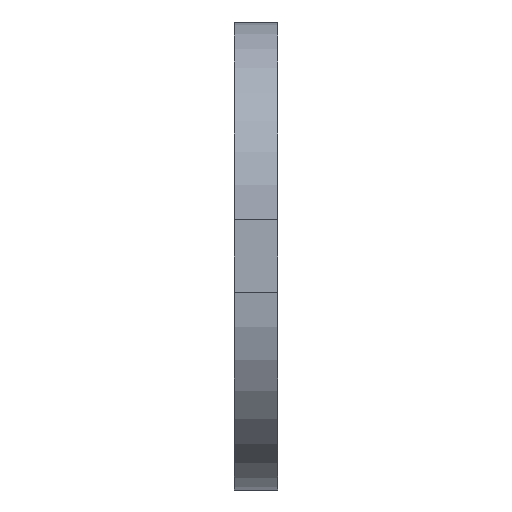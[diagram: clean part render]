
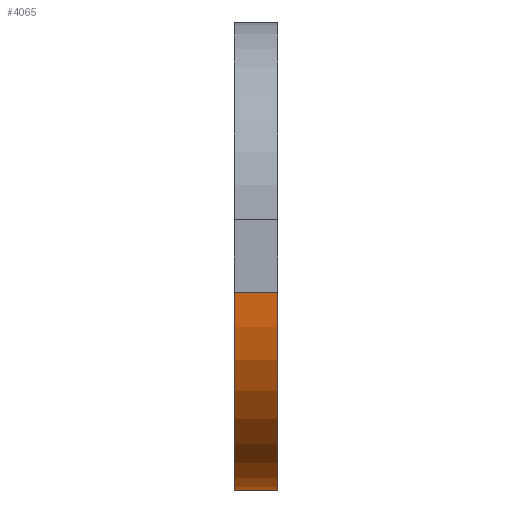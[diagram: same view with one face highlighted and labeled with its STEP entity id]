
A CAD part, left-side view. The second image highlights one B-rep face of the part: STEP entity #4065.
In plain terms, the highlighted cylindrical face has radius 6.763 mm (diameter 13.525 mm), a partial arc.
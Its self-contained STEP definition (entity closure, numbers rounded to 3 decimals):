
#270=CIRCLE('',#4473,6.763);
#275=CIRCLE('',#4481,6.763);
#374=CYLINDRICAL_SURFACE('',#4480,6.763);
#568=FACE_OUTER_BOUND('',#799,.T.);
#799=EDGE_LOOP('',(#3552,#3553,#3554,#3555));
#1221=LINE('',#6832,#1611);
#1222=LINE('',#6833,#1612);
#1611=VECTOR('',#5647,10.);
#1612=VECTOR('',#5648,10.);
#1998=VERTEX_POINT('',#6807);
#1999=VERTEX_POINT('',#6809);
#2006=VERTEX_POINT('',#6829);
#2007=VERTEX_POINT('',#6830);
#2577=EDGE_CURVE('',#1999,#1998,#270,.T.);
#2587=EDGE_CURVE('',#2006,#2007,#275,.T.);
#2588=EDGE_CURVE('',#2007,#1999,#1221,.T.);
#2589=EDGE_CURVE('',#1998,#2006,#1222,.T.);
#3552=ORIENTED_EDGE('',*,*,#2587,.T.);
#3553=ORIENTED_EDGE('',*,*,#2588,.T.);
#3554=ORIENTED_EDGE('',*,*,#2577,.T.);
#3555=ORIENTED_EDGE('',*,*,#2589,.T.);
#4065=ADVANCED_FACE('',(#568),#374,.T.);
#4473=AXIS2_PLACEMENT_3D('',#6810,#5624,#5625);
#4480=AXIS2_PLACEMENT_3D('',#6828,#5643,#5644);
#4481=AXIS2_PLACEMENT_3D('',#6831,#5645,#5646);
#5624=DIRECTION('center_axis',(0.,-1.,0.));
#5625=DIRECTION('ref_axis',(-0.707,0.,-0.707));
#5643=DIRECTION('center_axis',(0.,-1.,0.));
#5644=DIRECTION('ref_axis',(-0.707,0.,-0.707));
#5645=DIRECTION('center_axis',(0.,1.,0.));
#5646=DIRECTION('ref_axis',(-0.707,0.,-0.707));
#5647=DIRECTION('',(0.,1.,0.));
#5648=DIRECTION('',(0.,-1.,0.));
#6807=CARTESIAN_POINT('',(-164.238,1.5,-8.));
#6809=CARTESIAN_POINT('',(-171.,1.5,-1.238));
#6810=CARTESIAN_POINT('Origin',(-164.238,1.5,-1.238));
#6828=CARTESIAN_POINT('Origin',(-164.238,3.2,-1.238));
#6829=CARTESIAN_POINT('',(-164.238,0.,-8.));
#6830=CARTESIAN_POINT('',(-171.,0.,-1.238));
#6831=CARTESIAN_POINT('Origin',(-164.238,0.,-1.238));
#6832=CARTESIAN_POINT('',(-171.,3.2,-1.238));
#6833=CARTESIAN_POINT('',(-164.238,3.2,-8.));
